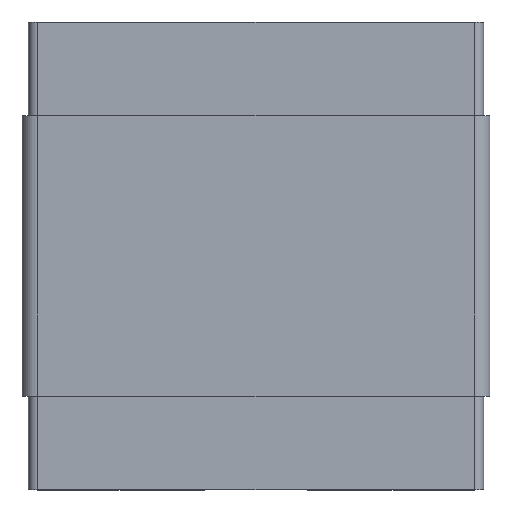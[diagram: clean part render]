
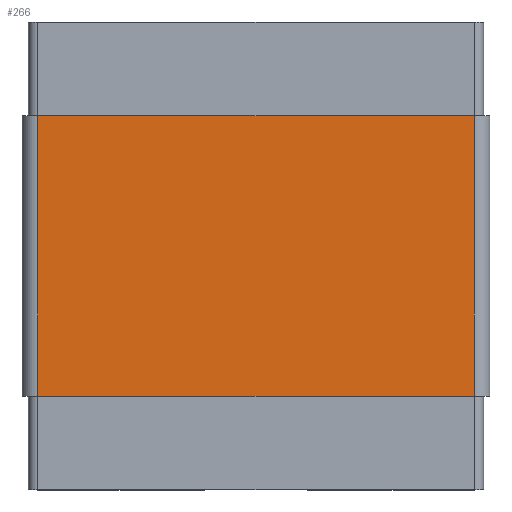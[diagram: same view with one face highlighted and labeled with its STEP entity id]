
A CAD part, top view. The second image highlights one B-rep face of the part: STEP entity #266.
In plain terms, the highlighted planar face has unit normal (0, 0, 1).
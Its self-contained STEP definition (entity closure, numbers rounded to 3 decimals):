
#266 = ADVANCED_FACE( '', ( #526 ), #527, .T. );
#526 = FACE_OUTER_BOUND( '', #806, .T. );
#527 = PLANE( '', #807 );
#806 = EDGE_LOOP( '', ( #1286, #1287, #1288, #1289 ) );
#807 = AXIS2_PLACEMENT_3D( '', #1290, #1291, #1292 );
#1286 = ORIENTED_EDGE( '', *, *, #1979, .F. );
#1287 = ORIENTED_EDGE( '', *, *, #1966, .F. );
#1288 = ORIENTED_EDGE( '', *, *, #1980, .T. );
#1289 = ORIENTED_EDGE( '', *, *, #1816, .T. );
#1290 = CARTESIAN_POINT( '', ( -7., -4.5, 2.5 ) );
#1291 = DIRECTION( '', ( 0., 0., 1. ) );
#1292 = DIRECTION( '', ( 1., 0., 0. ) );
#1816 = EDGE_CURVE( '', #2161, #2159, #2162, .T. );
#1966 = EDGE_CURVE( '', #2411, #2409, #2413, .T. );
#1979 = EDGE_CURVE( '', #2409, #2159, #2430, .T. );
#1980 = EDGE_CURVE( '', #2411, #2161, #2431, .T. );
#2159 = VERTEX_POINT( '', #2659 );
#2161 = VERTEX_POINT( '', #2661 );
#2162 = LINE( '', #2662, #2663 );
#2409 = VERTEX_POINT( '', #3001 );
#2411 = VERTEX_POINT( '', #3003 );
#2413 = LINE( '', #3005, #3006 );
#2430 = LINE( '', #3028, #3029 );
#2431 = LINE( '', #3030, #3031 );
#2659 = CARTESIAN_POINT( '', ( 7., 4.5, 2.5 ) );
#2661 = CARTESIAN_POINT( '', ( 7., -4.5, 2.5 ) );
#2662 = CARTESIAN_POINT( '', ( 7., -4.5, 2.5 ) );
#2663 = VECTOR( '', #3297, 1000. );
#3001 = CARTESIAN_POINT( '', ( -7., 4.5, 2.5 ) );
#3003 = CARTESIAN_POINT( '', ( -7., -4.5, 2.5 ) );
#3005 = CARTESIAN_POINT( '', ( -7., -4.5, 2.5 ) );
#3006 = VECTOR( '', #3476, 1000. );
#3028 = CARTESIAN_POINT( '', ( -7., 4.5, 2.5 ) );
#3029 = VECTOR( '', #3491, 1000. );
#3030 = CARTESIAN_POINT( '', ( -7., -4.5, 2.5 ) );
#3031 = VECTOR( '', #3492, 1000. );
#3297 = DIRECTION( '', ( 0., 1., 0. ) );
#3476 = DIRECTION( '', ( 0., 1., 0. ) );
#3491 = DIRECTION( '', ( 1., 0., 0. ) );
#3492 = DIRECTION( '', ( 1., 0., 0. ) );
